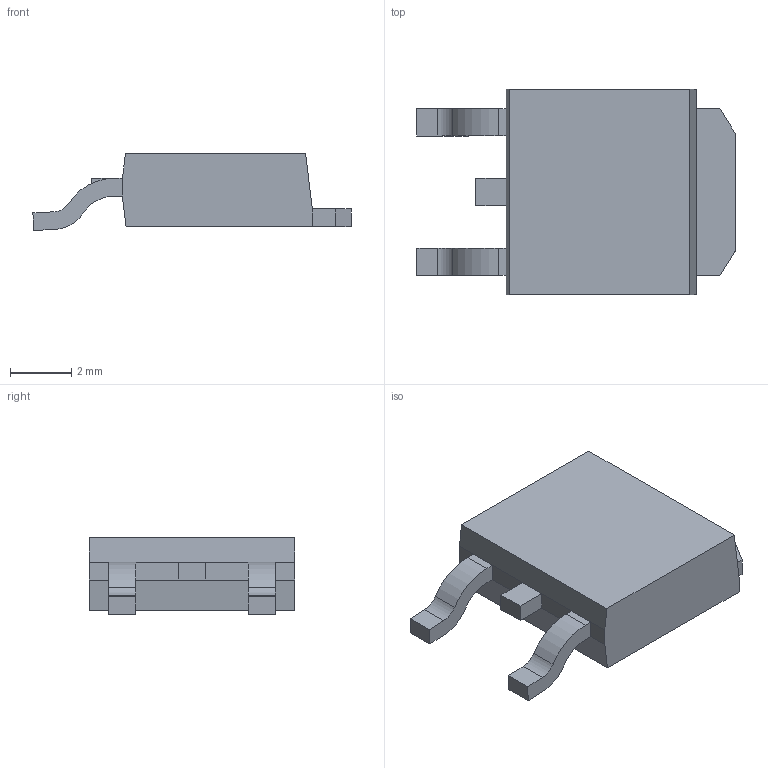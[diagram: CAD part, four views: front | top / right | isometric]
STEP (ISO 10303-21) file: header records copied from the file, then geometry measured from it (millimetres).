
FILE_DESCRIPTION(/* description */ (''),/* implementation_level */ '2;1');
FILE_NAME(/* name */ 'TO228P991X239-3N-R552X520.stp',/* time_stamp */ '2020-04-13T18:38:04-04:00',/* author */ ('huesof'),/* organization */ (''),/* preprocessor_version */ 'ST-DEVELOPER v18',/* originating_system */ 'Autodesk Inventor 2020',/* authorisation */ '');
FILE_SCHEMA (('AUTOMOTIVE_DESIGN { 1 0 10303 214 3 1 1 }'));
Length unit declared in the file: millimetre
Products named in the file (1): TO228P991X239-3N-R552X520
Bounding box: 10.42 x 6.73 x 2.52 mm (x, y, z)
Volume: 105.7 mm3; surface area: 252.4 mm2
Topology: 6 solids, 6 shells, 58 faces, 136 edges, 90 vertices
Faces by surface type: plane 50, cylinder 8
Entity records: 1694 total; most frequent: CARTESIAN_POINT 285, ORIENTED_EDGE 272, DIRECTION 270, EDGE_CURVE 136, LINE 120, VECTOR 120, VERTEX_POINT 90, AXIS2_PLACEMENT_3D 75
